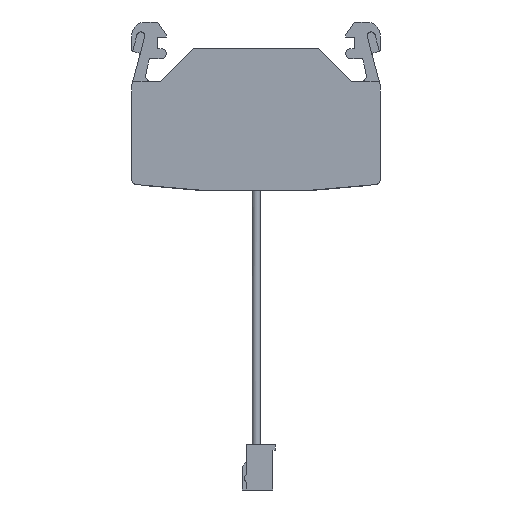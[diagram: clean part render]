
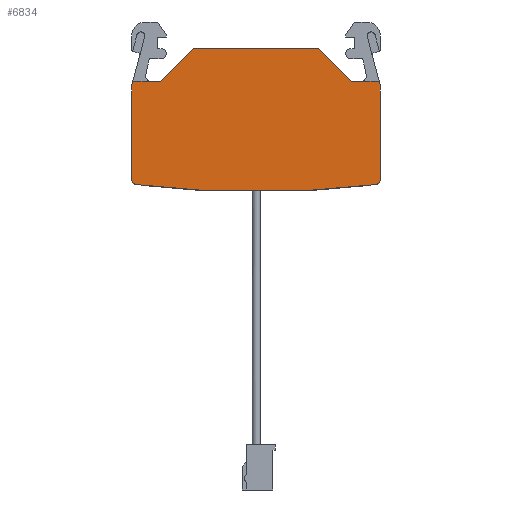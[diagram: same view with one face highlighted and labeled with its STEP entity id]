
A CAD part, front view. The second image highlights one B-rep face of the part: STEP entity #6834.
In plain terms, the highlighted planar face has unit normal (0, -1, 0).
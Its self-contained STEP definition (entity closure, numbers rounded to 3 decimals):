
#136=CIRCLE('',#7318,1.);
#137=CIRCLE('',#7319,1.);
#138=CIRCLE('',#7320,1.);
#139=CIRCLE('',#7321,1.);
#450=FACE_OUTER_BOUND('',#821,.T.);
#821=EDGE_LOOP('',(#5396,#5397,#5398,#5399,#5400,#5401,#5402,#5403,#5404,
#5405,#5406,#5407,#5408,#5409,#5410,#5411));
#1464=LINE('',#10508,#2316);
#1521=LINE('',#10635,#2373);
#1522=LINE('',#10637,#2374);
#1523=LINE('',#10640,#2375);
#1524=LINE('',#10642,#2376);
#1525=LINE('',#10646,#2377);
#1526=LINE('',#10648,#2378);
#1527=LINE('',#10650,#2379);
#1528=LINE('',#10654,#2380);
#1529=LINE('',#10656,#2381);
#1530=LINE('',#10658,#2382);
#1531=LINE('',#10661,#2383);
#2316=VECTOR('',#8524,10.);
#2373=VECTOR('',#8635,10.);
#2374=VECTOR('',#8636,10.);
#2375=VECTOR('',#8639,10.);
#2376=VECTOR('',#8640,10.);
#2377=VECTOR('',#8643,10.);
#2378=VECTOR('',#8644,10.);
#2379=VECTOR('',#8645,10.);
#2380=VECTOR('',#8648,10.);
#2381=VECTOR('',#8649,10.);
#2382=VECTOR('',#8650,10.);
#2383=VECTOR('',#8653,10.);
#3091=VERTEX_POINT('',#10505);
#3092=VERTEX_POINT('',#10507);
#3134=VERTEX_POINT('',#10633);
#3135=VERTEX_POINT('',#10634);
#3136=VERTEX_POINT('',#10636);
#3137=VERTEX_POINT('',#10638);
#3138=VERTEX_POINT('',#10641);
#3139=VERTEX_POINT('',#10643);
#3140=VERTEX_POINT('',#10645);
#3141=VERTEX_POINT('',#10647);
#3142=VERTEX_POINT('',#10649);
#3143=VERTEX_POINT('',#10651);
#3144=VERTEX_POINT('',#10653);
#3145=VERTEX_POINT('',#10655);
#3146=VERTEX_POINT('',#10657);
#3147=VERTEX_POINT('',#10659);
#3902=EDGE_CURVE('',#3092,#3091,#1464,.T.);
#3964=EDGE_CURVE('',#3134,#3135,#1521,.T.);
#3965=EDGE_CURVE('',#3134,#3136,#1522,.T.);
#3966=EDGE_CURVE('',#3136,#3137,#136,.T.);
#3967=EDGE_CURVE('',#3137,#3092,#1523,.T.);
#3968=EDGE_CURVE('',#3091,#3138,#1524,.T.);
#3969=EDGE_CURVE('',#3138,#3139,#137,.T.);
#3970=EDGE_CURVE('',#3139,#3140,#1525,.T.);
#3971=EDGE_CURVE('',#3141,#3140,#1526,.T.);
#3972=EDGE_CURVE('',#3141,#3142,#1527,.T.);
#3973=EDGE_CURVE('',#3142,#3143,#138,.T.);
#3974=EDGE_CURVE('',#3143,#3144,#1528,.T.);
#3975=EDGE_CURVE('',#3144,#3145,#1529,.T.);
#3976=EDGE_CURVE('',#3145,#3146,#1530,.T.);
#3977=EDGE_CURVE('',#3146,#3147,#139,.T.);
#3978=EDGE_CURVE('',#3147,#3135,#1531,.T.);
#5396=ORIENTED_EDGE('',*,*,#3964,.F.);
#5397=ORIENTED_EDGE('',*,*,#3965,.T.);
#5398=ORIENTED_EDGE('',*,*,#3966,.T.);
#5399=ORIENTED_EDGE('',*,*,#3967,.T.);
#5400=ORIENTED_EDGE('',*,*,#3902,.T.);
#5401=ORIENTED_EDGE('',*,*,#3968,.T.);
#5402=ORIENTED_EDGE('',*,*,#3969,.T.);
#5403=ORIENTED_EDGE('',*,*,#3970,.T.);
#5404=ORIENTED_EDGE('',*,*,#3971,.F.);
#5405=ORIENTED_EDGE('',*,*,#3972,.T.);
#5406=ORIENTED_EDGE('',*,*,#3973,.T.);
#5407=ORIENTED_EDGE('',*,*,#3974,.T.);
#5408=ORIENTED_EDGE('',*,*,#3975,.T.);
#5409=ORIENTED_EDGE('',*,*,#3976,.T.);
#5410=ORIENTED_EDGE('',*,*,#3977,.T.);
#5411=ORIENTED_EDGE('',*,*,#3978,.T.);
#6496=PLANE('',#7317);
#6834=ADVANCED_FACE('',(#450),#6496,.F.);
#7317=AXIS2_PLACEMENT_3D('',#10632,#8633,#8634);
#7318=AXIS2_PLACEMENT_3D('',#10639,#8637,#8638);
#7319=AXIS2_PLACEMENT_3D('',#10644,#8641,#8642);
#7320=AXIS2_PLACEMENT_3D('',#10652,#8646,#8647);
#7321=AXIS2_PLACEMENT_3D('',#10660,#8651,#8652);
#8524=DIRECTION('',(1.,0.,0.));
#8633=DIRECTION('center_axis',(0.,1.,0.));
#8634=DIRECTION('ref_axis',(-1.,0.,0.));
#8635=DIRECTION('',(0.259,0.,0.966));
#8636=DIRECTION('',(0.,0.,-1.));
#8637=DIRECTION('center_axis',(0.,-1.,0.));
#8638=DIRECTION('ref_axis',(0.087,0.,0.996));
#8639=DIRECTION('',(0.996,0.,-0.087));
#8640=DIRECTION('',(0.996,0.,0.087));
#8641=DIRECTION('center_axis',(0.,-1.,0.));
#8642=DIRECTION('ref_axis',(-1.,0.,0.));
#8643=DIRECTION('',(0.,0.,1.));
#8644=DIRECTION('',(0.259,0.,-0.966));
#8645=DIRECTION('',(-1.,0.,0.));
#8646=DIRECTION('center_axis',(0.,1.,0.));
#8647=DIRECTION('ref_axis',(0.,0.,
-1.));
#8648=DIRECTION('',(-0.707,0.,0.707));
#8649=DIRECTION('',(-1.,0.,0.));
#8650=DIRECTION('',(-0.707,0.,-0.707));
#8651=DIRECTION('center_axis',(0.,1.,0.));
#8652=DIRECTION('ref_axis',(0.707,0.,-0.707));
#8653=DIRECTION('',(-1.,0.,0.));
#10505=CARTESIAN_POINT('',(30.839,-0.8,-22.733));
#10507=CARTESIAN_POINT('',(10.839,-0.8,-22.733));
#10508=CARTESIAN_POINT('',(10.839,-0.8,-22.733));
#10632=CARTESIAN_POINT('Origin',(20.839,-0.8,-11.128));
#10633=CARTESIAN_POINT('',(-1.161,-0.8,-4.333));
#10634=CARTESIAN_POINT('',(-0.947,-0.8,-3.533));
#10635=CARTESIAN_POINT('',(-1.22,-0.8,-4.553));
#10636=CARTESIAN_POINT('',(-1.161,-0.8,-20.767));
#10637=CARTESIAN_POINT('',(-1.161,-0.8,-3.533));
#10638=CARTESIAN_POINT('',(-0.248,-0.8,-21.763));
#10639=CARTESIAN_POINT('Origin',(-0.161,-0.8,-20.767));
#10640=CARTESIAN_POINT('',(-0.248,-0.8,-21.763));
#10641=CARTESIAN_POINT('',(41.926,-0.8,-21.763));
#10642=CARTESIAN_POINT('',(30.839,-0.8,-22.733));
#10643=CARTESIAN_POINT('',(42.839,-0.8,-20.767));
#10644=CARTESIAN_POINT('Origin',(41.839,-0.8,-20.767));
#10645=CARTESIAN_POINT('',(42.839,-0.8,-4.333));
#10646=CARTESIAN_POINT('',(42.839,-0.8,-20.767));
#10647=CARTESIAN_POINT('',(42.625,-0.8,-3.533));
#10648=CARTESIAN_POINT('',(42.898,-0.8,-4.553));
#10649=CARTESIAN_POINT('',(38.053,-0.8,-3.533));
#10650=CARTESIAN_POINT('',(42.839,-0.8,-3.533));
#10651=CARTESIAN_POINT('',(37.346,-0.8,-3.24));
#10652=CARTESIAN_POINT('Origin',(38.053,-0.8,-2.533));
#10653=CARTESIAN_POINT('',(31.839,-0.8,2.267));
#10654=CARTESIAN_POINT('',(37.346,-0.8,-3.24));
#10655=CARTESIAN_POINT('',(9.839,-0.8,2.267));
#10656=CARTESIAN_POINT('',(31.839,-0.8,2.267));
#10657=CARTESIAN_POINT('',(4.332,-0.8,-3.24));
#10658=CARTESIAN_POINT('',(9.839,-0.8,2.267));
#10659=CARTESIAN_POINT('',(3.625,-0.8,-3.533));
#10660=CARTESIAN_POINT('Origin',(3.625,-0.8,-2.533));
#10661=CARTESIAN_POINT('',(3.625,-0.8,-3.533));
